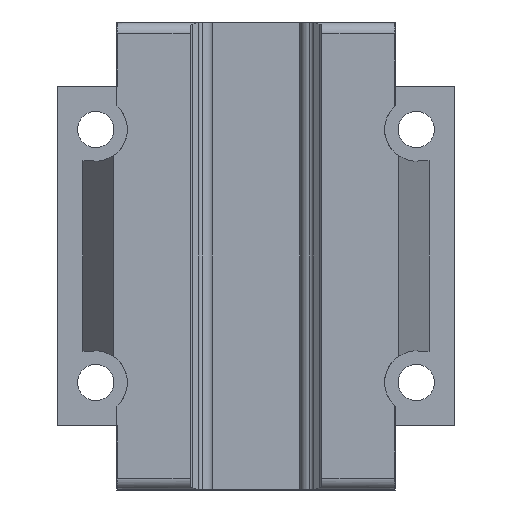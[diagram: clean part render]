
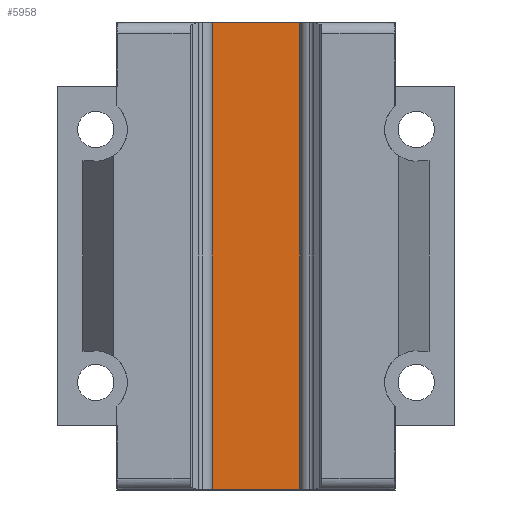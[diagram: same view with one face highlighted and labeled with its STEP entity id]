
A CAD part, front view. The second image highlights one B-rep face of the part: STEP entity #5958.
In plain terms, the highlighted planar face has unit normal (0, -1, 0).
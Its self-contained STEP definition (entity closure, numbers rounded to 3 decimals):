
#1220=CARTESIAN_POINT('',(5.38,-8.7,-27.65));
#1221=VERTEX_POINT('',#1220);
#1228=CARTESIAN_POINT('',(-5.38,-8.7,-27.65));
#1229=VERTEX_POINT('',#1228);
#1230=CARTESIAN_POINT('',(5.38,-8.7,-27.65));
#1231=DIRECTION('',(-1.0,0.0,0.0));
#1232=VECTOR('',#1231,10.761);
#1233=LINE('',#1230,#1232);
#1234=EDGE_CURVE('',#1221,#1229,#1233,.T.);
#2304=CARTESIAN_POINT('',(-5.38,-8.7,27.65));
#2305=VERTEX_POINT('',#2304);
#2312=CARTESIAN_POINT('',(5.38,-8.7,27.65));
#2313=VERTEX_POINT('',#2312);
#2314=CARTESIAN_POINT('',(5.38,-8.7,27.65));
#2315=DIRECTION('',(-1.0,0.0,0.0));
#2316=VECTOR('',#2315,10.761);
#2317=LINE('',#2314,#2316);
#2318=EDGE_CURVE('',#2313,#2305,#2317,.T.);
#5930=CARTESIAN_POINT('',(-5.38,-8.7,-27.65));
#5931=DIRECTION('',(0.0,0.0,1.0));
#5932=VECTOR('',#5931,55.3);
#5933=LINE('',#5930,#5932);
#5934=EDGE_CURVE('',#1229,#2305,#5933,.T.);
#5942=CARTESIAN_POINT('',(5.38,-8.7,-27.75));
#5943=DIRECTION('',(0.0,1.0,0.0));
#5944=DIRECTION('',(0.0,0.0,1.0));
#5945=AXIS2_PLACEMENT_3D('',#5942,#5943,#5944);
#5946=PLANE('',#5945);
#5947=CARTESIAN_POINT('',(5.38,-8.7,-27.65));
#5948=DIRECTION('',(0.0,0.0,1.0));
#5949=VECTOR('',#5948,55.3);
#5950=LINE('',#5947,#5949);
#5951=EDGE_CURVE('',#1221,#2313,#5950,.T.);
#5952=ORIENTED_EDGE('',*,*,#5951,.T.);
#5953=ORIENTED_EDGE('',*,*,#2318,.T.);
#5954=ORIENTED_EDGE('',*,*,#5934,.F.);
#5955=ORIENTED_EDGE('',*,*,#1234,.F.);
#5956=EDGE_LOOP('',(#5952,#5953,#5954,#5955));
#5957=FACE_OUTER_BOUND('',#5956,.T.);
#5958=ADVANCED_FACE('',(#5957),#5946,.F.);
